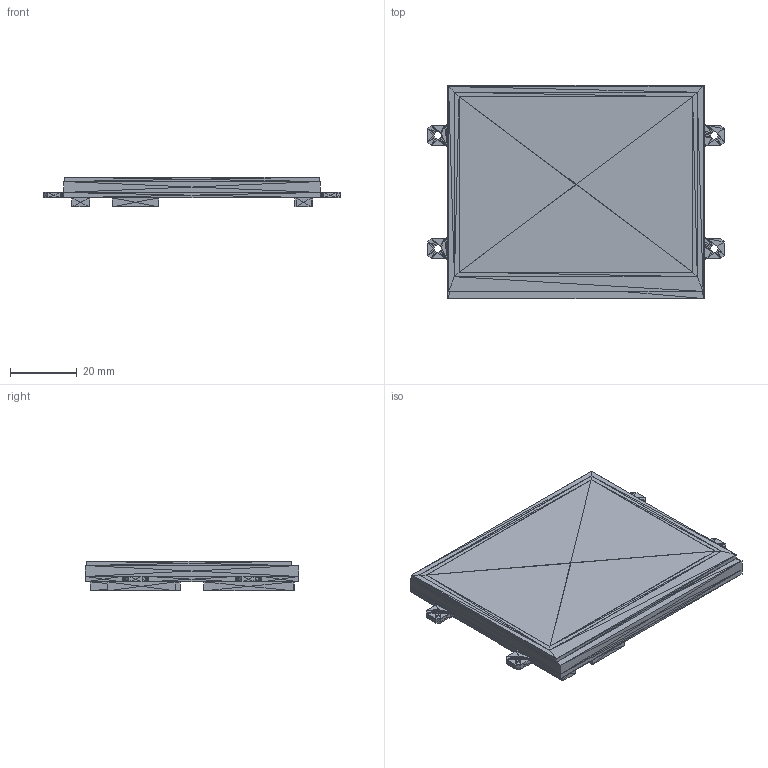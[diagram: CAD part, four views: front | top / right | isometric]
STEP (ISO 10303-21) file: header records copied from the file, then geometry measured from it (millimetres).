
FILE_DESCRIPTION(/* description */ (''),/* implementation_level */ '2;1');
FILE_NAME(/* name */ '3224A.stp',/* time_stamp */ '2013-12-6T10:24:34.0763921',/* author */ ('LJ'),/* organization */ (''),/* preprocessor_version */ 'InStep v2',/* originating_system */ 'InStep V2.2',/* authorisation */ '');
FILE_SCHEMA (('AUTOMOTIVE_DESIGN { 1 0 10303 214 1 1 1 1 }'));
Length unit declared in the file: millimetre
Products named in the file (1): None
Bounding box: 88.9 x 64 x 8.9 mm (x, y, z)
Volume: 32154.9 mm3; surface area: 31937.1 mm2
Topology: 3 solids, 3 shells, 1222 faces, 1833 edges, 607 vertices
Faces by surface type: plane 1222
Entity records: 17424 total; most frequent: ORIENTED_EDGE 3666, DIRECTION 1981, LINE 1833, EDGE_CURVE 1833, AXIS2_PLACEMENT_3D 1223, EDGE_LOOP 1222, FACE_OUTER_BOUND 1222, PLANE 1222
